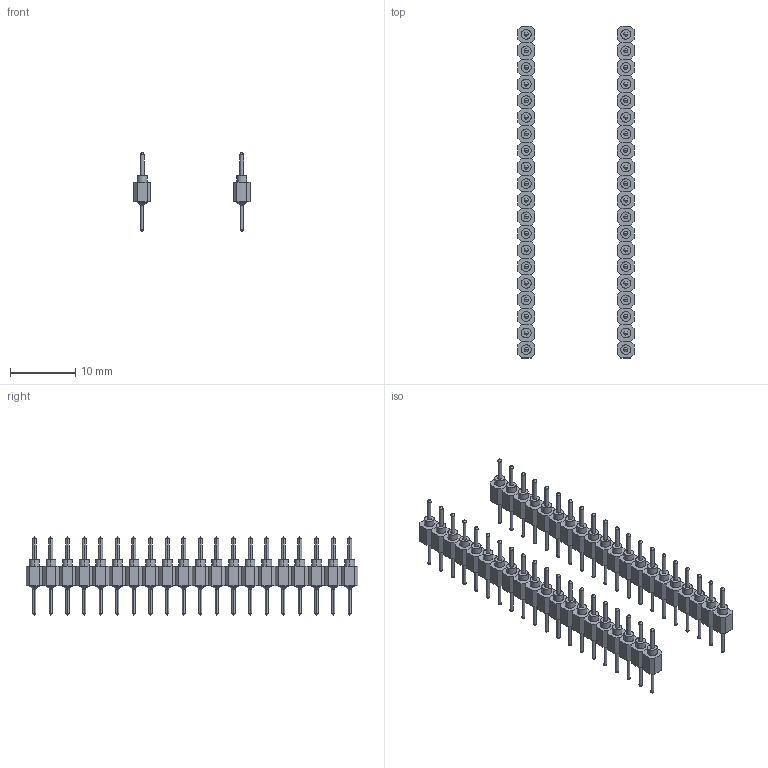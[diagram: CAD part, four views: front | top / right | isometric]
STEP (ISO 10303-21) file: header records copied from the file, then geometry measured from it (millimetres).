
FILE_DESCRIPTION(('Creo Elements/Direct Modeling STEP Export'),'2;1');
FILE_NAME('Z80_PINHEADER.stp','2024-06-03T20:22:09',(''),(''),'Creo Elements/Direct Modeling STEP processor for AP214 (Solid Model)','Creo Elements/Direct Modeling 20.2B 06-Jul-2020 (C) Parametric Technology GmbH','');
FILE_SCHEMA(('AUTOMOTIVE_DESIGN { 1 0 10303 214 1 1 1 1 }'));
Length unit declared in the file: millimetre
Products named in the file (2): Header-Male-round; Z80_PINHEADER
Assembly tree (40 placements, depth 2):
  Z80_PINHEADER
    Header-Male-round  x40
Bounding box: 17.77 x 50.8 x 12 mm (x, y, z)
Volume: 870 mm3; surface area: 2267.2 mm2
Topology: 40 solids, 40 shells, 1040 faces, 2400 edges, 1440 vertices
Faces by surface type: plane 480, cylinder 320, sphere 160, cone 80
Entity records: 1012 total; most frequent: DIRECTION 190, CARTESIAN_POINT 148, ORIENTED_EDGE 112, AXIS2_PLACEMENT_3D 78, EDGE_CURVE 56, PRODUCT_DEFINITION_SHAPE 42, ITEM_DEFINED_TRANSFORMATION 40, NEXT_ASSEMBLY_USAGE_OCCURRENCE 40
